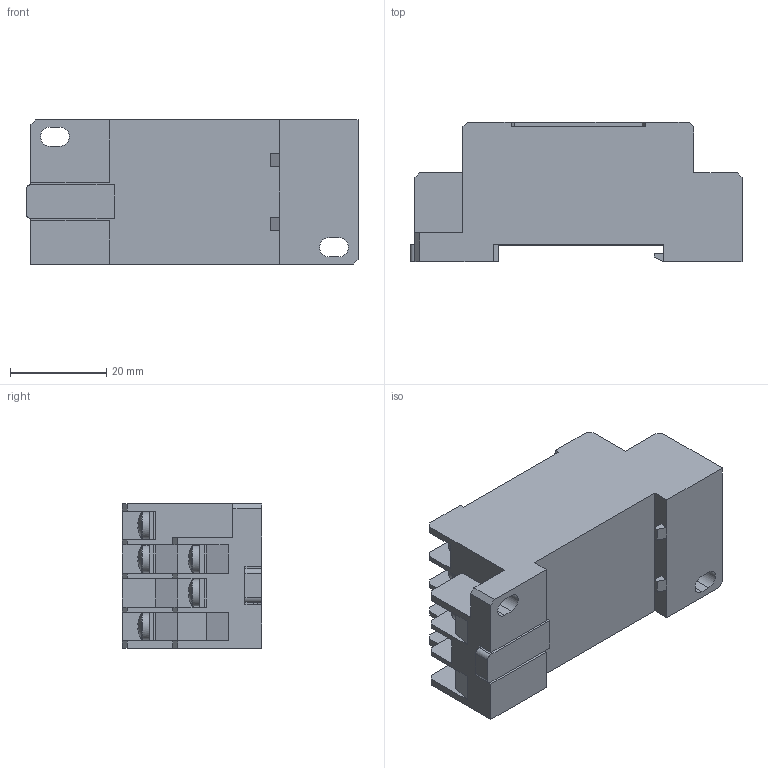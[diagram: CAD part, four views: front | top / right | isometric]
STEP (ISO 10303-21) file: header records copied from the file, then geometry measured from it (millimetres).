
FILE_DESCRIPTION (( 'STEP AP203' ), '1' );
FILE_NAME ('ðàçúåì 78-3.STEP', '2017-10-23T12:57:17', ( '' ), ( '' ), 'SwSTEP 2.0', 'SolidWorks 2014', '' );
FILE_SCHEMA (( 'CONFIG_CONTROL_DESIGN' ));
Length unit declared in the file: millimetre
Products named in the file (1): 譇踖樦 78-3
Bounding box: 69 x 29 x 30 mm (x, y, z)
Volume: 42001.6 mm3; surface area: 12726 mm2
Topology: 1 solids, 6 shells, 709 faces, 1844 edges, 1158 vertices
Faces by surface type: plane 544, cone 99, sphere 22, torus 22, cylinder 22
Full cylindrical faces by diameter (mm): 4 x5, 5.6 x11
Entity records: 21292 total; most frequent: CARTESIAN_POINT 4247, ORIENTED_EDGE 3580, DIRECTION 3463, EDGE_CURVE 1790, LINE 1185, VECTOR 1185, AXIS2_PLACEMENT_3D 1139, VERTEX_POINT 1131
